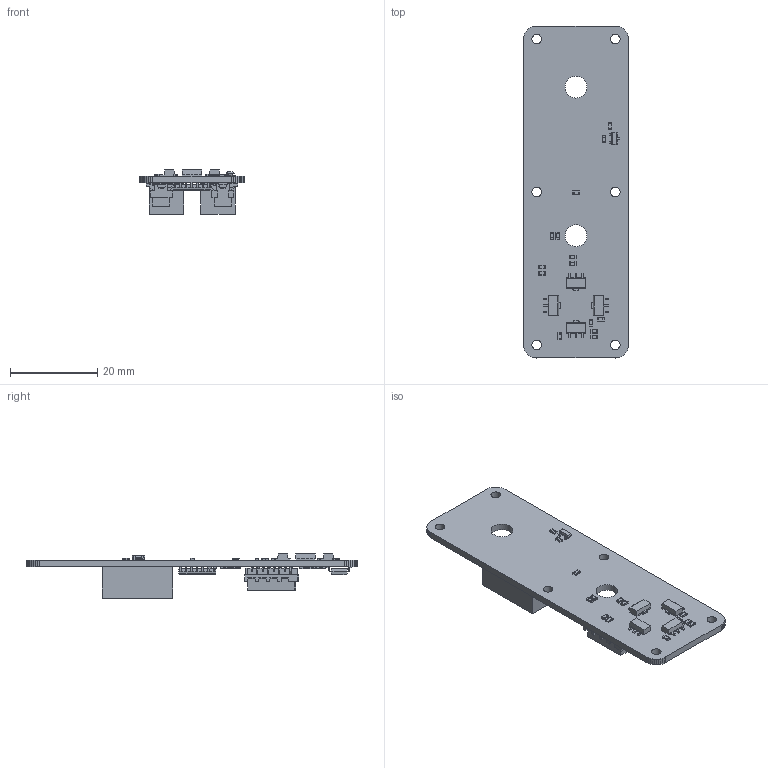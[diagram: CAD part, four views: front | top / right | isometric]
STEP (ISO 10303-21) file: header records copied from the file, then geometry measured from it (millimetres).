
FILE_DESCRIPTION(('Open CASCADE Model'),'2;1');
FILE_NAME('Open CASCADE Shape Model','2013-01-08T10:24:22',('Author'),( 'Open CASCADE'),'Open CASCADE STEP processor 6.2','Open CASCADE 6.2' ,'Unknown');
FILE_SCHEMA(('AUTOMOTIVE_DESIGN { 1 0 10303 214 1 1 1 1 }'));
Length unit declared in the file: millimetre
Products named in the file (54): PCB; Board; C13; RES_0603; C12; C11; C10; C9; C8; C7; C6; C5; C4; X2; Tyco_7-188275-8-u-3d; X1; V1; SOT23; U2; SOIC14-150; U1; T2; 457092480; Extruded; T1; 433208384; R19; R18; R17; R16; R15; R14; R13; R12; R11; R10; R9; R8; R7; R6 ...
Assembly tree (89 placements, depth 4):
  PCB
    Board
    C13
      RES_0603
    C12
      RES_0603
    C11
      RES_0603
    C10
      RES_0603
    C9
      RES_0603
    C8
      RES_0603
    C7
      RES_0603
    C6
      RES_0603
    C5
      RES_0603
    C4
      RES_0603
    X2
      Tyco_7-188275-8-u-3d
    X1
      Tyco_7-188275-8-u-3d
    V1
      SOT23
    U2
      SOIC14-150
    U1
      SOIC14-150
    T2
      457092480
        Extruded
    T1
      433208384
        Extruded
    R19
      RES_0603
    R18
      RES_0603
    R17
      RES_0603
    R16
      RES_0603
    R15
      RES_0603
    R14
      RES_0603
    R13
      RES_0603
    R12
      RES_0603
    R11
      RES_0603
    R10
      RES_0603
    R9
      RES_0603
Bounding box: 24.02 x 76.02 x 10.08 mm (x, y, z)
Volume: 5014.9 mm3; surface area: 6427 mm2
Topology: 44 solids, 44 shells, 2699 faces, 7221 edges, 4612 vertices
Faces by surface type: plane 2359, cylinder 320, bspline 20
Full cylindrical faces by diameter (mm): 2.2 x6, 5 x2
Entity records: 64121 total; most frequent: CARTESIAN_POINT 14990, DIRECTION 8238, LINE 5563, VECTOR 5563, ORIENTED_EDGE 4690, PCURVE 4690, DEFINITIONAL_REPRESENTATION 4690, EDGE_CURVE 2345
